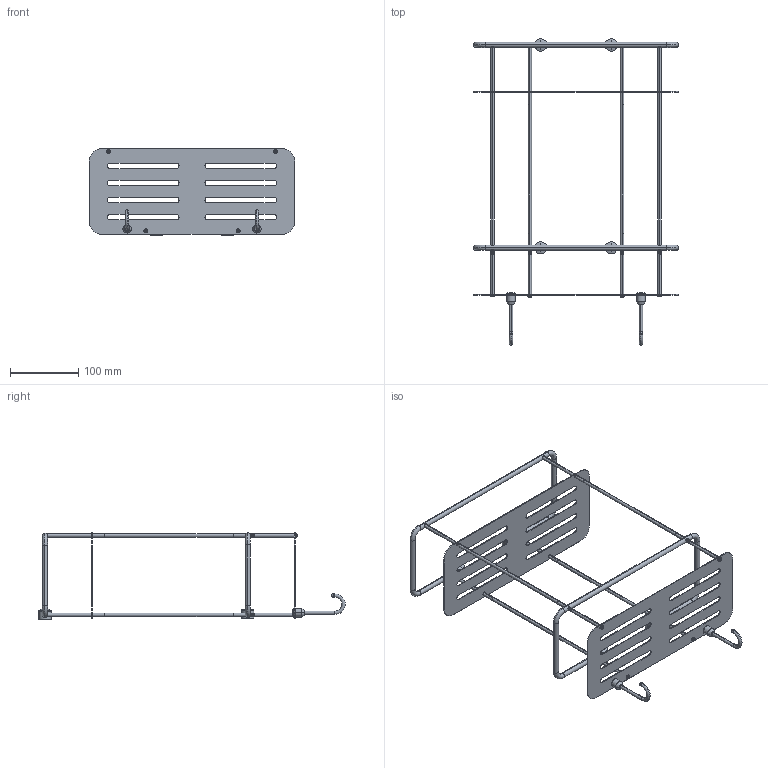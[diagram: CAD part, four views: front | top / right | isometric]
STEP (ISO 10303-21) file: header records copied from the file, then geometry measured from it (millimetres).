
FILE_DESCRIPTION (( 'STEP AP203' ), '1' );
FILE_NAME ('8200-1.STEP', '2025-08-07T00:51:26', ( '' ), ( '' ), 'SwSTEP 2.0', 'SolidWorks 2018', '' );
FILE_SCHEMA (( 'CONFIG_CONTROL_DESIGN' ));
Length unit declared in the file: millimetre
Products named in the file (14): 8197厙殤諉芛; 8199-1网架衣钩接杆螺丝; 8199婂厙菁啣; 8200-1; 8197婂厙蹟佪M4x70; 8199厙遺; 8199-1厙殤畟像諉裝; 8197婂厙諉奪; 8198邧脯厙蟀諉裝; 8199-1婂厙菁啣; 53唌踫殤境像; 8020厙殤饜璃 ; 8199-1厙殤畟像; 8200邧脯厙遺
Assembly tree (34 placements, depth 3):
  8200-1
    8199婂厙菁啣
    8197婂厙諉奪  x8
    8199厙遺
    8197厙殤諉芛  x4
    8020厙殤饜璃   x4
    8198邧脯厙蟀諉裝  x4
    8200邧脯厙遺
    8199-1婂厙菁啣
    8197婂厙蹟佪M4x70  x4
    8199-1厙殤畟像  x2
      8199-1厙殤畟像諉裝
      53唌踫殤境像
    8199-1网架衣钩接杆螺丝  x2
Bounding box: 300 x 448.15 x 126.5 mm (x, y, z)
Volume: 174250.4 mm3; surface area: 211391.4 mm2
Topology: 34 solids, 34 shells, 794 faces, 1912 edges, 1186 vertices
Faces by surface type: cylinder 408, plane 250, cone 80, torus 40, bspline 12, sphere 4
Entity records: 15643 total; most frequent: CARTESIAN_POINT 4460, DIRECTION 2018, ORIENTED_EDGE 1820, EDGE_CURVE 910, AXIS2_PLACEMENT_3D 807, VERTEX_POINT 580, EDGE_LOOP 468, LINE 404
